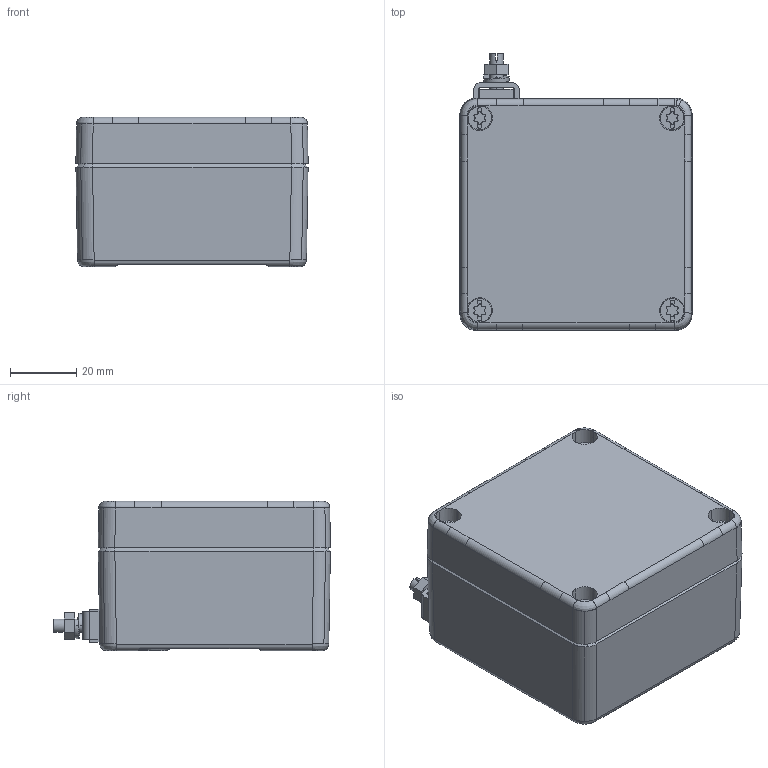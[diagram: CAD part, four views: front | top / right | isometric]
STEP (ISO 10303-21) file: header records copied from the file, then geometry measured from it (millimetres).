
FILE_DESCRIPTION(('CATIA V5R24 STEP','CAx-IF Rec.Pracs.--- Model Styling and Organization---1.2---2011-12-15'),'2;1');
FILE_NAME ('D1465001_1_9526840000_9526840000.stp','2018-04-19T06:55:43+00:00',('none'),('Weidmueller'),'CATIA Version 5-6 Release 2014 SP4 HF52','CATIA V5 STEP AP214','none');
FILE_SCHEMA(('AUTOMOTIVE_DESIGN { 1 0 10303 214 1 1 1 1 }'));
Length unit declared in the file: millimetre
Products named in the file (1): K1 EX
Bounding box: 70 x 83.45 x 45 mm (x, y, z)
Volume: 88856.5 mm3; surface area: 52896.2 mm2
Topology: 10 solids, 10 shells, 1090 faces, 2836 edges, 1821 vertices
Faces by surface type: plane 364, bspline 336, cylinder 236, cone 92, torus 46, extrusion 12, sphere 4
Entity records: 34561 total; most frequent: CARTESIAN_POINT 11848, ORIENTED_EDGE 5660, EDGE_CURVE 2830, DIRECTION 2806, VERTEX_POINT 1821, AXIS2_PLACEMENT_3D 1252, EDGE_LOOP 1178, ADVANCED_FACE 1090
